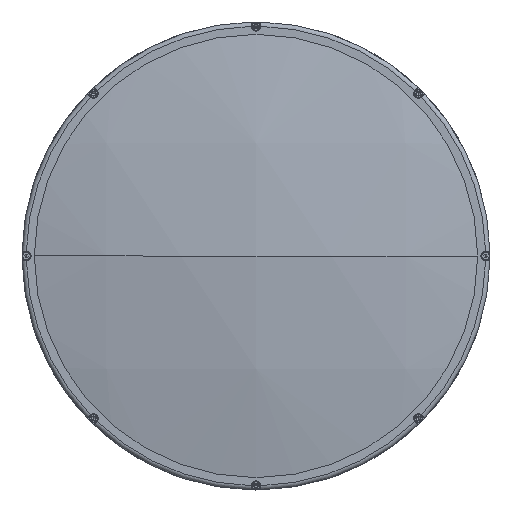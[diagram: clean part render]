
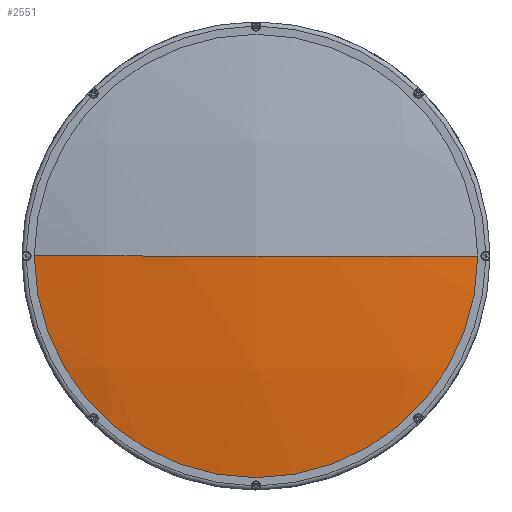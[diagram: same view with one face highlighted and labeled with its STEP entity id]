
A CAD part, left-side view. The second image highlights one B-rep face of the part: STEP entity #2551.
In plain terms, the highlighted spherical face has radius 786 mm.
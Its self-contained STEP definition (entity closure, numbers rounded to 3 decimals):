
#98 = CARTESIAN_POINT ( 'NONE',  ( 66.968, 0., 0. ) ) ;
#304 = EDGE_CURVE ( 'NONE', #9501, #8383, #4429, .T. ) ;
#396 = DIRECTION ( 'NONE',  ( 0., 1., 0. ) ) ;
#1243 = CARTESIAN_POINT ( 'NONE',  ( -703.698, 0., 0. ) ) ;
#1915 = EDGE_CURVE ( 'NONE', #3881, #8383, #11252, .T. ) ;
#2138 = DIRECTION ( 'NONE',  ( 0., -1., 0. ) ) ;
#2171 = CARTESIAN_POINT ( 'NONE',  ( 66.968, 0., 0. ) ) ;
#2551 = ADVANCED_FACE ( 'NONE', ( #4344 ), #7266, .T. ) ;
#2668 = AXIS2_PLACEMENT_3D ( 'NONE', #1243, #6996, #10835 ) ;
#2741 = ORIENTED_EDGE ( 'NONE', *, *, #8991, .T. ) ;
#3881 = VERTEX_POINT ( 'NONE', #5845 ) ;
#4344 = FACE_OUTER_BOUND ( 'NONE', #10344, .T. ) ;
#4429 = CIRCLE ( 'NONE', #10851, 786. ) ;
#4655 = CARTESIAN_POINT ( 'NONE',  ( -703.698, -154.5, 0. ) ) ;
#5256 = AXIS2_PLACEMENT_3D ( 'NONE', #2171, #5979, #2138 ) ;
#5567 = ORIENTED_EDGE ( 'NONE', *, *, #304, .T. ) ;
#5845 = CARTESIAN_POINT ( 'NONE',  ( -703.698, 154.5, 0. ) ) ;
#5979 = DIRECTION ( 'NONE',  ( 0., 0., 1. ) ) ;
#6036 = CIRCLE ( 'NONE', #2668, 154.5 ) ;
#6996 = DIRECTION ( 'NONE',  ( -1., 0., 0. ) ) ;
#7266 = SPHERICAL_SURFACE ( 'NONE', #11269, 786. ) ;
#7708 = DIRECTION ( 'NONE',  ( 0., 1., 0. ) ) ;
#7747 = ORIENTED_EDGE ( 'NONE', *, *, #1915, .F. ) ;
#8383 = VERTEX_POINT ( 'NONE', #10462 ) ;
#8733 = DIRECTION ( 'NONE',  ( 0., 0., -1. ) ) ;
#8991 = EDGE_CURVE ( 'NONE', #3881, #9501, #6036, .T. ) ;
#9501 = VERTEX_POINT ( 'NONE', #4655 ) ;
#10344 = EDGE_LOOP ( 'NONE', ( #2741, #5567, #7747 ) ) ;
#10462 = CARTESIAN_POINT ( 'NONE',  ( -719.032, 0., 0. ) ) ;
#10835 = DIRECTION ( 'NONE',  ( 0., 0., 1. ) ) ;
#10851 = AXIS2_PLACEMENT_3D ( 'NONE', #98, #8733, #7708 ) ;
#11112 = CARTESIAN_POINT ( 'NONE',  ( 66.968, 0., 0. ) ) ;
#11172 = DIRECTION ( 'NONE',  ( 0., 0., -1. ) ) ;
#11252 = CIRCLE ( 'NONE', #5256, 786. ) ;
#11269 = AXIS2_PLACEMENT_3D ( 'NONE', #11112, #11172, #396 ) ;
